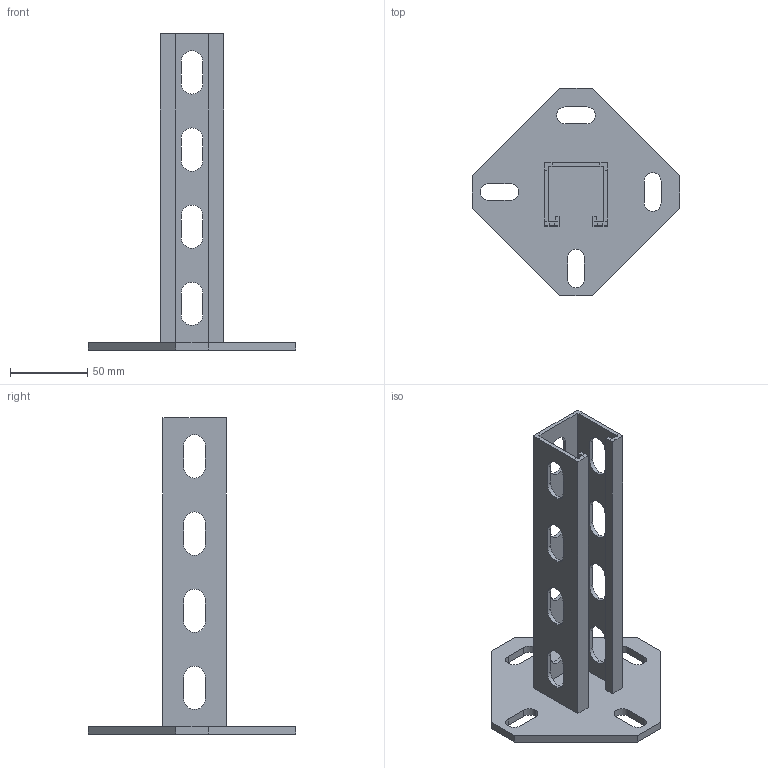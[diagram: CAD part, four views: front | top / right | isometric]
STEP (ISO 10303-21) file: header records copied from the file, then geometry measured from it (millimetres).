
FILE_DESCRIPTION (( 'STEP AP214' ), '1' );
FILE_NAME ('6342780.STEP', '2019-12-02T10:52:46', ( '' ), ( '' ), 'SwSTEP 2.0', 'SolidWorks 2018', '' );
FILE_SCHEMA (( 'AUTOMOTIVE_DESIGN' ));
Length unit declared in the file: millimetre
Products named in the file (3): 6342780; 026840_L=0200; 055764_H=31,5
Assembly tree (2 placements, depth 2):
  6342780
    055764_H=31,5
    026840_L=0200
Bounding box: 134.35 x 134.35 x 205 mm (x, y, z)
Volume: 112271.2 mm3; surface area: 75639.1 mm2
Topology: 2 solids, 2 shells, 130 faces, 378 edges, 252 vertices
Faces by surface type: plane 84, cylinder 46
Entity records: 4468 total; most frequent: CARTESIAN_POINT 765, ORIENTED_EDGE 756, DIRECTION 740, EDGE_CURVE 378, LINE 286, VECTOR 286, VERTEX_POINT 252, AXIS2_PLACEMENT_3D 227
